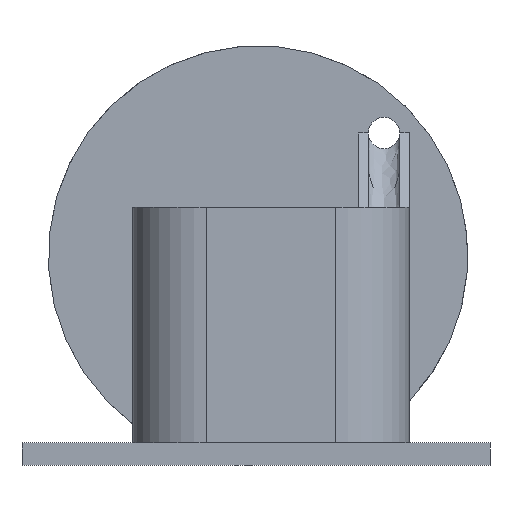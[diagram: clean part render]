
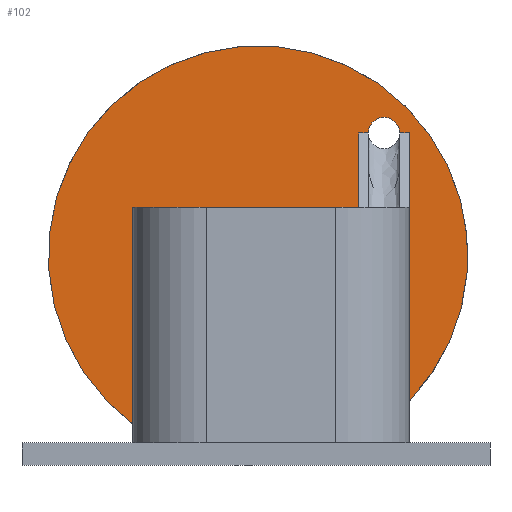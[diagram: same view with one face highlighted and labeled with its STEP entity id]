
A CAD part, front view. The second image highlights one B-rep face of the part: STEP entity #102.
In plain terms, the highlighted planar face has unit normal (0, -1, 0).
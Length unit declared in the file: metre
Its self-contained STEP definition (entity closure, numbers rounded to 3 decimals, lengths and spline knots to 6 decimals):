
#102 = ADVANCED_FACE( '', ( #164 ), #165, .T. );
#164 = FACE_OUTER_BOUND( '', #352, .T. );
#165 = PLANE( '', #353 );
#352 = EDGE_LOOP( '', ( #522, #523, #524, #525, #526, #527, #528, #529, #530, #531, #532, #533, #534, #535, #536 ) );
#353 = AXIS2_PLACEMENT_3D( '', #537, #538, #539 );
#522 = ORIENTED_EDGE( '', *, *, #866, .T. );
#523 = ORIENTED_EDGE( '', *, *, #867, .T. );
#524 = ORIENTED_EDGE( '', *, *, #868, .F. );
#525 = ORIENTED_EDGE( '', *, *, #869, .T. );
#526 = ORIENTED_EDGE( '', *, *, #870, .F. );
#527 = ORIENTED_EDGE( '', *, *, #871, .F. );
#528 = ORIENTED_EDGE( '', *, *, #872, .F. );
#529 = ORIENTED_EDGE( '', *, *, #873, .F. );
#530 = ORIENTED_EDGE( '', *, *, #874, .T. );
#531 = ORIENTED_EDGE( '', *, *, #875, .T. );
#532 = ORIENTED_EDGE( '', *, *, #876, .F. );
#533 = ORIENTED_EDGE( '', *, *, #877, .T. );
#534 = ORIENTED_EDGE( '', *, *, #838, .F. );
#535 = ORIENTED_EDGE( '', *, *, #878, .F. );
#536 = ORIENTED_EDGE( '', *, *, #879, .T. );
#537 = CARTESIAN_POINT( '', ( 0.018156, -0.005, 0. ) );
#538 = DIRECTION( '', ( 0., -1., 0. ) );
#539 = DIRECTION( '', ( 1., 0., 0. ) );
#838 = EDGE_CURVE( '', #978, #980, #981, .T. );
#866 = EDGE_CURVE( '', #1026, #1027, #1028, .T. );
#867 = EDGE_CURVE( '', #1027, #1029, #1030, .T. );
#868 = EDGE_CURVE( '', #1031, #1029, #1032, .T. );
#869 = EDGE_CURVE( '', #1031, #1033, #1034, .T. );
#870 = EDGE_CURVE( '', #1035, #1033, #1036, .T. );
#871 = EDGE_CURVE( '', #1037, #1035, #1038, .T. );
#872 = EDGE_CURVE( '', #1039, #1037, #1040, .T. );
#873 = EDGE_CURVE( '', #1041, #1039, #1042, .T. );
#874 = EDGE_CURVE( '', #1041, #1043, #1044, .T. );
#875 = EDGE_CURVE( '', #1043, #1045, #1046, .T. );
#876 = EDGE_CURVE( '', #1047, #1045, #1048, .T. );
#877 = EDGE_CURVE( '', #1047, #980, #1049, .T. );
#878 = EDGE_CURVE( '', #1000, #978, #1050, .T. );
#879 = EDGE_CURVE( '', #1000, #1026, #1051, .T. );
#978 = VERTEX_POINT( '', #1176 );
#980 = VERTEX_POINT( '', #1179 );
#981 = LINE( '', #1180, #1181 );
#1000 = VERTEX_POINT( '', #1207 );
#1026 = VERTEX_POINT( '', #1336 );
#1027 = VERTEX_POINT( '', #1337 );
#1028 = LINE( '', #1338, #1339 );
#1029 = VERTEX_POINT( '', #1340 );
#1030 = LINE( '', #1341, #1342 );
#1031 = VERTEX_POINT( '', #1343 );
#1032 = LINE( '', #1344, #1345 );
#1033 = VERTEX_POINT( '', #1346 );
#1034 = CIRCLE( '', #1347, 0.065 );
#1035 = VERTEX_POINT( '', #1348 );
#1036 = LINE( '', #1349, #1350 );
#1037 = VERTEX_POINT( '', #1351 );
#1038 = LINE( '', #1352, #1353 );
#1039 = VERTEX_POINT( '', #1354 );
#1040 = CIRCLE( '', #1355, 0.00485 );
#1041 = VERTEX_POINT( '', #1356 );
#1042 = LINE( '', #1357, #1358 );
#1043 = VERTEX_POINT( '', #1359 );
#1044 = LINE( '', #1360, #1361 );
#1045 = VERTEX_POINT( '', #1362 );
#1046 = CIRCLE( '', #1363, 0.065 );
#1047 = VERTEX_POINT( '', #1364 );
#1048 = LINE( '', #1365, #1366 );
#1049 = LINE( '', #1367, #1368 );
#1050 = CIRCLE( '', #1369, 0.0065 );
#1051 = LINE( '', #1370, #1371 );
#1176 = CARTESIAN_POINT( '', ( -0.03585, -0.005, -0.046519 ) );
#1179 = CARTESIAN_POINT( '', ( -0.03585, -0.005, 0.015 ) );
#1180 = CARTESIAN_POINT( '', ( -0.03585, -0.005, -0.065002 ) );
#1181 = VECTOR( '', #1576, 1. );
#1207 = CARTESIAN_POINT( '', ( -0.02615, -0.005, -0.044458 ) );
#1336 = CARTESIAN_POINT( '', ( -0.02615, -0.005, 0.015 ) );
#1337 = CARTESIAN_POINT( '', ( -0.02315, -0.005, 0.015 ) );
#1338 = CARTESIAN_POINT( '', ( -0.02465, -0.005, 0.015 ) );
#1339 = VECTOR( '', #1626, 1. );
#1340 = CARTESIAN_POINT( '', ( -0.02315, -0.005, -0.058 ) );
#1341 = CARTESIAN_POINT( '', ( -0.02315, -0.005, 0.065002 ) );
#1342 = VECTOR( '', #1627, 1. );
#1343 = CARTESIAN_POINT( '', ( 0.029343, -0.005, -0.058 ) );
#1344 = CARTESIAN_POINT( '', ( 0.018156, -0.005, -0.058 ) );
#1345 = VECTOR( '', #1628, 1. );
#1346 = CARTESIAN_POINT( '', ( 0.03115, -0.005, -0.05705 ) );
#1347 = AXIS2_PLACEMENT_3D( '', #1629, #1630, #1631 );
#1348 = CARTESIAN_POINT( '', ( 0.03115, -0.005, 0.038 ) );
#1349 = CARTESIAN_POINT( '', ( 0.03115, -0.005, 0.065002 ) );
#1350 = VECTOR( '', #1632, 1. );
#1351 = CARTESIAN_POINT( '', ( 0.03415, -0.005, 0.038 ) );
#1352 = CARTESIAN_POINT( '', ( 0.03265, -0.005, 0.038 ) );
#1353 = VECTOR( '', #1633, 1. );
#1354 = CARTESIAN_POINT( '', ( 0.04385, -0.005, 0.038 ) );
#1355 = AXIS2_PLACEMENT_3D( '', #1634, #1635, #1636 );
#1356 = CARTESIAN_POINT( '', ( 0.04685, -0.005, 0.038 ) );
#1357 = CARTESIAN_POINT( '', ( 0.04535, -0.005, 0.038 ) );
#1358 = VECTOR( '', #1637, 1. );
#1359 = CARTESIAN_POINT( '', ( 0.04685, -0.005, -0.045056 ) );
#1360 = CARTESIAN_POINT( '', ( 0.04685, -0.005, 0.065002 ) );
#1361 = VECTOR( '', #1638, 1. );
#1362 = CARTESIAN_POINT( '', ( -0.03885, -0.005, -0.052112 ) );
#1363 = AXIS2_PLACEMENT_3D( '', #1639, #1640, #1641 );
#1364 = CARTESIAN_POINT( '', ( -0.03885, -0.005, 0.015 ) );
#1365 = CARTESIAN_POINT( '', ( -0.03885, -0.005, 0.065002 ) );
#1366 = VECTOR( '', #1642, 1. );
#1367 = CARTESIAN_POINT( '', ( -0.03735, -0.005, 0.015 ) );
#1368 = VECTOR( '', #1643, 1. );
#1369 = AXIS2_PLACEMENT_3D( '', #1644, #1645, #1646 );
#1370 = CARTESIAN_POINT( '', ( -0.02615, -0.005, -0.065002 ) );
#1371 = VECTOR( '', #1647, 1. );
#1576 = DIRECTION( '', ( 0., 0., 1. ) );
#1626 = DIRECTION( '', ( 1., 0., 0. ) );
#1627 = DIRECTION( '', ( 0., 0., -1. ) );
#1628 = DIRECTION( '', ( -1., 0., 0. ) );
#1629 = CARTESIAN_POINT( '', ( 0., -0.005, 0. ) );
#1630 = DIRECTION( '', ( 0., -1., 0. ) );
#1631 = DIRECTION( '', ( 0., 0., -1. ) );
#1632 = DIRECTION( '', ( 0., 0., -1. ) );
#1633 = DIRECTION( '', ( -1., 0., 0. ) );
#1634 = CARTESIAN_POINT( '', ( 0.039, -0.005, 0.038 ) );
#1635 = DIRECTION( '', ( 0., -1., 0. ) );
#1636 = DIRECTION( '', ( 0., 0., -1. ) );
#1637 = DIRECTION( '', ( -1., 0., 0. ) );
#1638 = DIRECTION( '', ( 0., 0., -1. ) );
#1639 = CARTESIAN_POINT( '', ( 0., -0.005, 0. ) );
#1640 = DIRECTION( '', ( 0., -1., 0. ) );
#1641 = DIRECTION( '', ( 0., 0., -1. ) );
#1642 = DIRECTION( '', ( 0., 0., -1. ) );
#1643 = DIRECTION( '', ( 1., 0., 0. ) );
#1644 = CARTESIAN_POINT( '', ( -0.030127, -0.005, -0.0496 ) );
#1645 = DIRECTION( '', ( 0., -1., 0. ) );
#1646 = DIRECTION( '', ( 0., 0., -1. ) );
#1647 = DIRECTION( '', ( 0., 0., 1. ) );
